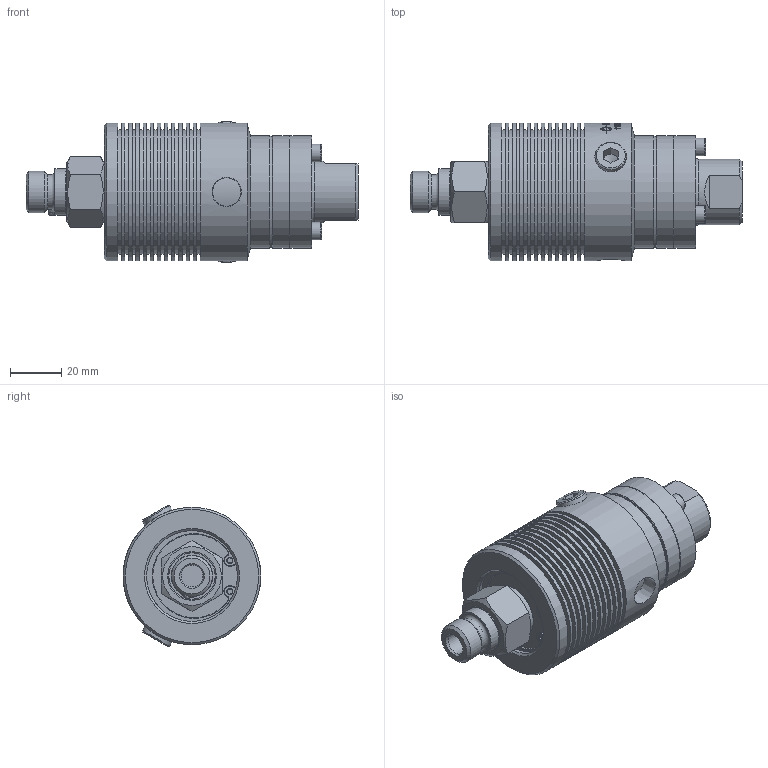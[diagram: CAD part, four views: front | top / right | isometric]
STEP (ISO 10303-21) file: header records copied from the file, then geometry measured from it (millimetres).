
FILE_DESCRIPTION(/* description */ (''),/* implementation_level */ '2;1');
FILE_NAME(/* name */ '1109-041-188-IC.stp',/* time_stamp */ '2020-05-21T11:06:04-05:00',/* author */ ('dyurkovich'),/* organization */ (''),/* preprocessor_version */ 'ST-DEVELOPER v18',/* originating_system */ 'Autodesk Inventor 2020',/* authorisation */ '');
FILE_SCHEMA (('AUTOMOTIVE_DESIGN { 1 0 10303 214 3 1 1 }'));
Products named in the file (1): 1109-041-188-IC
Bounding box: 128.97 x 53.45 x 54.88 mm (x, y, z)
Volume: 166331.2 mm3; surface area: 34637 mm2
Topology: 4 solids, 4 shells, 522 faces, 1326 edges, 894 vertices
Faces by surface type: plane 202, bspline 168, cylinder 102, torus 27, cone 23
Full cylindrical faces by diameter (mm): 2 x2, 4.166 x3, 4.5 x3, 6.86 x3, 7.2 x3, 8.5 x1, 13.5 x1, 14.25 x1, 15.968 x1, 17.993 x1, 18.16 x1, 18.72 x1, 21.4 x1, 25.4 x1, 35.27 x1, 37.25 x1, 43.6 x3, 48.3 x12, 53.45 x13
Entity records: 58244 total; most frequent: CARTESIAN_POINT 45846, ORIENTED_EDGE 2644, DIRECTION 2232, EDGE_CURVE 1322, VERTEX_POINT 894, AXIS2_PLACEMENT_3D 857, EDGE_LOOP 618, ADVANCED_FACE 522
